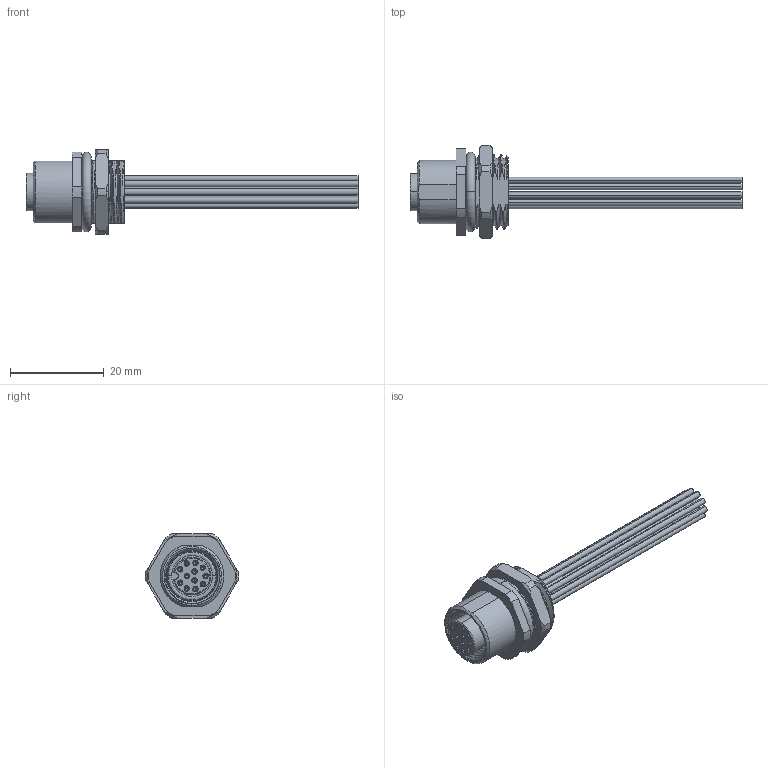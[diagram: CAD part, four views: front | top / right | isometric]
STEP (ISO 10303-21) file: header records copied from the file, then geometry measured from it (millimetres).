
FILE_DESCRIPTION (( 'STEP AP203' ), '1' );
FILE_NAME ('FCR3M12-SA12SSD0002-00.STEP', '2024-08-11T12:54:38', ( '°ü' ), ( '' ), 'SwSTEP 2.0', 'SolidWorks 2023', '' );
FILE_SCHEMA (( 'CONFIG_CONTROL_DESIGN' ));
Length unit declared in the file: millimetre
Products named in the file (1): FCR3M12-SA12SSD0002-00
Bounding box: 71 x 20 x 18 mm (x, y, z)
Volume: 4008.6 mm3; surface area: 6649.9 mm2
Topology: 1 solids, 26 shells, 656 faces, 1805 edges, 1213 vertices
Faces by surface type: cylinder 271, plane 204, cone 134, bspline 39, torus 8
Entity records: 37518 total; most frequent: CARTESIAN_POINT 22388, ORIENTED_EDGE 3562, DIRECTION 2402, EDGE_CURVE 1781, VERTEX_POINT 1213, AXIS2_PLACEMENT_3D 883, B_SPLINE_CURVE_WITH_KNOTS 848, EDGE_LOOP 750
